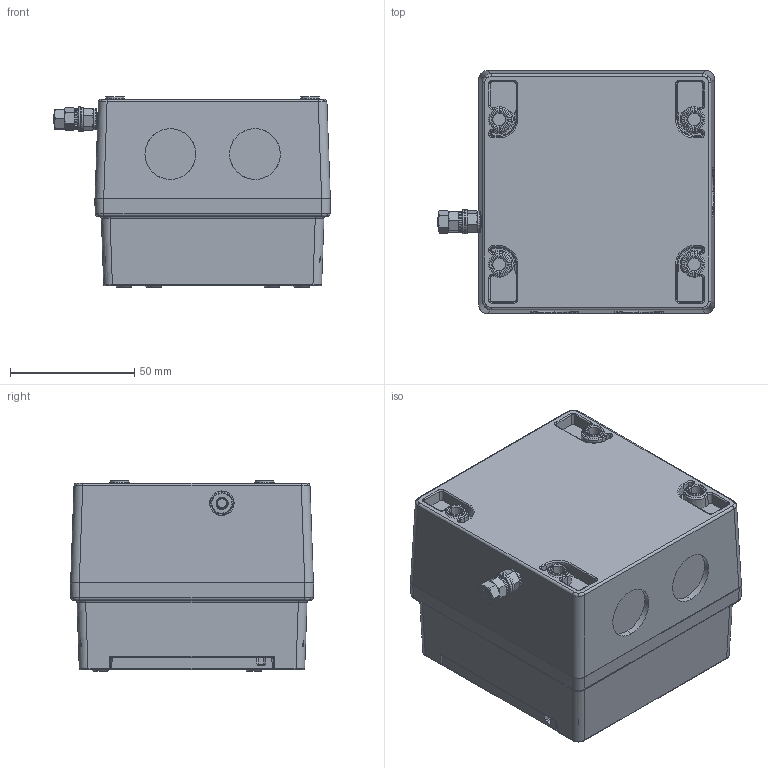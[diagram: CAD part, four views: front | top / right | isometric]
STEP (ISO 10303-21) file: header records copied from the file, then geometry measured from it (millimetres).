
FILE_DESCRIPTION (( 'STEP AP203' ), '1' );
FILE_NAME ('D232-05-001-3D_Issue_A.STEP', '2020-03-27T19:13:41', ( '' ), ( '' ), 'SwSTEP 2.0', 'SolidWorks 2020', '' );
FILE_SCHEMA (( 'CONFIG_CONTROL_DESIGN' ));
Products named in the file (1): D232-05-001-3D_Issue_A
Bounding box: 111.4 x 97.8 x 76.5 mm (x, y, z)
Volume: 602099.8 mm3; surface area: 71945.2 mm2
Topology: 9 solids, 21 shells, 1387 faces, 3336 edges, 2000 vertices
Faces by surface type: plane 411, cylinder 370, cone 239, torus 199, bspline 134, sphere 34
Entity records: 56758 total; most frequent: CARTESIAN_POINT 26014, ORIENTED_EDGE 6562, DIRECTION 6298, EDGE_CURVE 3281, AXIS2_PLACEMENT_3D 2487, VERTEX_POINT 2000, EDGE_LOOP 1483, FACE_OUTER_BOUND 1387
